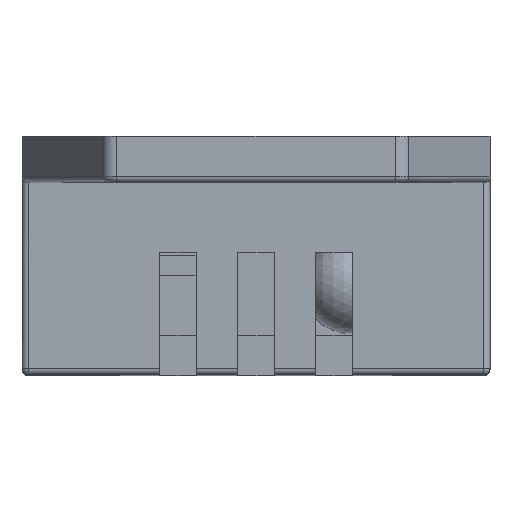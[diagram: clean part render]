
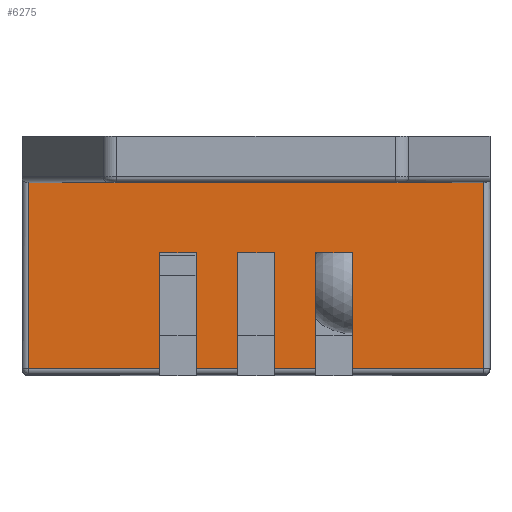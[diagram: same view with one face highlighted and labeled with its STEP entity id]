
A CAD part, top view. The second image highlights one B-rep face of the part: STEP entity #6275.
In plain terms, the highlighted planar face has unit normal (0, 0, 1).
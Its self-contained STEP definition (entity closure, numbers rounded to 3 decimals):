
#20=ELLIPSE('',#6589,0.229,0.2);
#21=ELLIPSE('',#6590,0.229,0.2);
#583=FACE_OUTER_BOUND('',#916,.T.);
#916=EDGE_LOOP('',(#5058,#5059,#5060,#5061,#5062,#5063,#5064,#5065,#5066,
#5067,#5068,#5069,#5070,#5071,#5072,#5073,#5074,#5075));
#1523=LINE('',#10130,#2266);
#1528=LINE('',#10140,#2271);
#1529=LINE('',#10146,#2272);
#1530=LINE('',#10149,#2273);
#1535=LINE('',#10159,#2278);
#1536=LINE('',#10161,#2279);
#1537=LINE('',#10163,#2280);
#1538=LINE('',#10165,#2281);
#1539=LINE('',#10169,#2282);
#1540=LINE('',#10173,#2283);
#1541=LINE('',#10175,#2284);
#1542=LINE('',#10177,#2285);
#1543=LINE('',#10178,#2286);
#1544=LINE('',#10180,#2287);
#1545=LINE('',#10182,#2288);
#1546=LINE('',#10183,#2289);
#2266=VECTOR('',#7457,10.);
#2271=VECTOR('',#7464,10.);
#2272=VECTOR('',#7471,10.);
#2273=VECTOR('',#7474,10.);
#2278=VECTOR('',#7481,10.);
#2279=VECTOR('',#7482,10.);
#2280=VECTOR('',#7483,10.);
#2281=VECTOR('',#7484,10.);
#2282=VECTOR('',#7487,10.);
#2283=VECTOR('',#7490,10.);
#2284=VECTOR('',#7491,10.);
#2285=VECTOR('',#7492,10.);
#2286=VECTOR('',#7493,10.);
#2287=VECTOR('',#7494,10.);
#2288=VECTOR('',#7495,10.);
#2289=VECTOR('',#7496,10.);
#2994=VERTEX_POINT('',#10126);
#2995=VERTEX_POINT('',#10128);
#2999=VERTEX_POINT('',#10138);
#3000=VERTEX_POINT('',#10142);
#3001=VERTEX_POINT('',#10144);
#3002=VERTEX_POINT('',#10148);
#3006=VERTEX_POINT('',#10158);
#3007=VERTEX_POINT('',#10160);
#3008=VERTEX_POINT('',#10162);
#3009=VERTEX_POINT('',#10164);
#3010=VERTEX_POINT('',#10166);
#3011=VERTEX_POINT('',#10168);
#3012=VERTEX_POINT('',#10170);
#3013=VERTEX_POINT('',#10172);
#3014=VERTEX_POINT('',#10174);
#3015=VERTEX_POINT('',#10176);
#3016=VERTEX_POINT('',#10179);
#3017=VERTEX_POINT('',#10181);
#3741=EDGE_CURVE('',#2995,#2994,#1523,.T.);
#3746=EDGE_CURVE('',#2995,#2999,#1528,.T.);
#3749=EDGE_CURVE('',#3001,#3000,#1529,.T.);
#3750=EDGE_CURVE('',#3002,#3000,#1530,.T.);
#3755=EDGE_CURVE('',#3006,#2999,#1535,.T.);
#3756=EDGE_CURVE('',#3006,#3007,#1536,.T.);
#3757=EDGE_CURVE('',#3008,#3007,#1537,.T.);
#3758=EDGE_CURVE('',#3008,#3009,#1538,.F.);
#3759=EDGE_CURVE('',#3009,#3010,#20,.T.);
#3760=EDGE_CURVE('',#3010,#3011,#1539,.T.);
#3761=EDGE_CURVE('',#3012,#3011,#21,.F.);
#3762=EDGE_CURVE('',#3013,#3012,#1540,.T.);
#3763=EDGE_CURVE('',#3014,#3013,#1541,.T.);
#3764=EDGE_CURVE('',#3014,#3015,#1542,.T.);
#3765=EDGE_CURVE('',#3002,#3015,#1543,.T.);
#3766=EDGE_CURVE('',#3001,#3016,#1544,.T.);
#3767=EDGE_CURVE('',#3017,#3016,#1545,.T.);
#3768=EDGE_CURVE('',#3017,#2994,#1546,.T.);
#5058=ORIENTED_EDGE('',*,*,#3741,.F.);
#5059=ORIENTED_EDGE('',*,*,#3746,.T.);
#5060=ORIENTED_EDGE('',*,*,#3755,.F.);
#5061=ORIENTED_EDGE('',*,*,#3756,.T.);
#5062=ORIENTED_EDGE('',*,*,#3757,.F.);
#5063=ORIENTED_EDGE('',*,*,#3758,.T.);
#5064=ORIENTED_EDGE('',*,*,#3759,.T.);
#5065=ORIENTED_EDGE('',*,*,#3760,.T.);
#5066=ORIENTED_EDGE('',*,*,#3761,.F.);
#5067=ORIENTED_EDGE('',*,*,#3762,.F.);
#5068=ORIENTED_EDGE('',*,*,#3763,.F.);
#5069=ORIENTED_EDGE('',*,*,#3764,.T.);
#5070=ORIENTED_EDGE('',*,*,#3765,.F.);
#5071=ORIENTED_EDGE('',*,*,#3750,.T.);
#5072=ORIENTED_EDGE('',*,*,#3749,.F.);
#5073=ORIENTED_EDGE('',*,*,#3766,.T.);
#5074=ORIENTED_EDGE('',*,*,#3767,.F.);
#5075=ORIENTED_EDGE('',*,*,#3768,.T.);
#5984=PLANE('',#6588);
#6275=ADVANCED_FACE('',(#583),#5984,.T.);
#6588=AXIS2_PLACEMENT_3D('',#10157,#7479,#7480);
#6589=AXIS2_PLACEMENT_3D('',#10167,#7485,#7486);
#6590=AXIS2_PLACEMENT_3D('',#10171,#7488,#7489);
#7457=DIRECTION('',(-1.,0.,0.));
#7464=DIRECTION('',(0.,1.,0.));
#7471=DIRECTION('',(-1.,0.,0.));
#7474=DIRECTION('',(0.,-1.,0.));
#7479=DIRECTION('center_axis',(0.,0.,1.));
#7480=DIRECTION('ref_axis',(-1.,0.,0.));
#7481=DIRECTION('',(-1.,0.,0.));
#7482=DIRECTION('',(0.,-1.,0.));
#7483=DIRECTION('',(-1.,0.,0.));
#7484=DIRECTION('',(0.,-1.,0.));
#7485=DIRECTION('center_axis',(0.,0.,-1.));
#7486=DIRECTION('ref_axis',(1.,0.,0.));
#7487=DIRECTION('',(-1.,0.,0.));
#7488=DIRECTION('center_axis',(0.,0.,-1.));
#7489=DIRECTION('ref_axis',(-1.,0.,0.));
#7490=DIRECTION('',(0.,1.,0.));
#7491=DIRECTION('',(-1.,0.,0.));
#7492=DIRECTION('',(0.,1.,0.));
#7493=DIRECTION('',(-1.,0.,0.));
#7494=DIRECTION('',(0.,1.,0.));
#7495=DIRECTION('',(-1.,0.,0.));
#7496=DIRECTION('',(0.,-1.,0.));
#10126=CARTESIAN_POINT('',(4.41,-5.095,20.2));
#10128=CARTESIAN_POINT('',(5.76,-5.095,20.2));
#10130=CARTESIAN_POINT('',(7.635,-5.095,20.2));
#10138=CARTESIAN_POINT('',(5.76,-1.295,20.2));
#10140=CARTESIAN_POINT('',(5.76,-3.295,20.2));
#10142=CARTESIAN_POINT('',(1.86,-5.095,20.2));
#10144=CARTESIAN_POINT('',(3.21,-5.095,20.2));
#10146=CARTESIAN_POINT('',(7.635,-5.095,20.2));
#10148=CARTESIAN_POINT('',(1.86,-1.295,20.2));
#10149=CARTESIAN_POINT('',(1.86,-3.295,20.2));
#10157=CARTESIAN_POINT('Origin',(11.46,-1.295,20.2));
#10158=CARTESIAN_POINT('',(6.96,-1.295,20.2));
#10159=CARTESIAN_POINT('',(11.46,-1.295,20.2));
#10160=CARTESIAN_POINT('',(6.96,-5.095,20.2));
#10161=CARTESIAN_POINT('',(6.96,-3.295,20.2));
#10162=CARTESIAN_POINT('',(11.26,-5.095,20.2));
#10163=CARTESIAN_POINT('',(7.635,-5.095,20.2));
#10164=CARTESIAN_POINT('',(11.26,0.987,20.2));
#10165=CARTESIAN_POINT('',(11.26,-1.295,20.2));
#10166=CARTESIAN_POINT('',(11.231,0.985,20.2));
#10167=CARTESIAN_POINT('Origin',(11.231,1.185,20.2));
#10168=CARTESIAN_POINT('',(-3.611,0.985,20.2));
#10169=CARTESIAN_POINT('',(7.635,0.985,20.2));
#10170=CARTESIAN_POINT('',(-3.64,0.987,20.2));
#10171=CARTESIAN_POINT('Origin',(-3.611,1.185,20.2));
#10172=CARTESIAN_POINT('',(-3.64,-5.095,20.2));
#10173=CARTESIAN_POINT('',(-3.64,-1.295,20.2));
#10174=CARTESIAN_POINT('',(0.66,-5.095,20.2));
#10175=CARTESIAN_POINT('',(7.635,-5.095,20.2));
#10176=CARTESIAN_POINT('',(0.66,-1.295,20.2));
#10177=CARTESIAN_POINT('',(0.66,-3.295,20.2));
#10178=CARTESIAN_POINT('',(11.46,-1.295,20.2));
#10179=CARTESIAN_POINT('',(3.21,-1.295,20.2));
#10180=CARTESIAN_POINT('',(3.21,-3.295,20.2));
#10181=CARTESIAN_POINT('',(4.41,-1.295,20.2));
#10182=CARTESIAN_POINT('',(11.46,-1.295,20.2));
#10183=CARTESIAN_POINT('',(4.41,-3.295,20.2));
